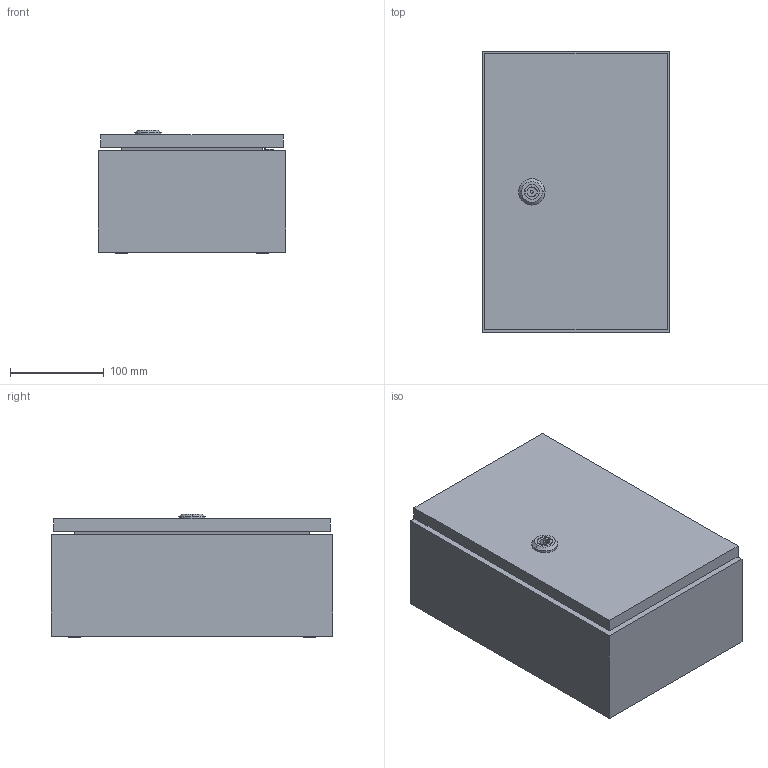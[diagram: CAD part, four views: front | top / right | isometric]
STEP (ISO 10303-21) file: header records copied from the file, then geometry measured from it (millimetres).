
FILE_DESCRIPTION (( 'STEP AP214' ), '1' );
FILE_NAME ('3351-2030-12-00.step', '2024-01-10T07:32:05', ( '' ), ( '' ), 'SwSTEP 2.0', 'SolidWorks 2019', '' );
FILE_SCHEMA (( 'AUTOMOTIVE_DESIGN' ));
Length unit declared in the file: millimetre
Products named in the file (4): Tuer_wgES_3351-2030-00-90; 3351-2030-12-00; Montageplattenbeipack_wgES_2030; Korpus_wgES_2030-12
Assembly tree (3 placements, depth 2):
  3351-2030-12-00
    Korpus_wgES_2030-12
    Tuer_wgES_3351-2030-00-90
    Montageplattenbeipack_wgES_2030
Bounding box: 200 x 300 x 132 mm (x, y, z)
Volume: 444445.1 mm3; surface area: 567061.7 mm2
Topology: 18 solids, 22 shells, 711 faces, 1751 edges, 1128 vertices
Faces by surface type: plane 407, cylinder 218, cone 66, sphere 16, torus 4
Entity records: 22487 total; most frequent: CARTESIAN_POINT 4420, DIRECTION 3547, ORIENTED_EDGE 3486, EDGE_CURVE 1743, AXIS2_PLACEMENT_3D 1247, VERTEX_POINT 1128, VECTOR 1053, LINE 1053
